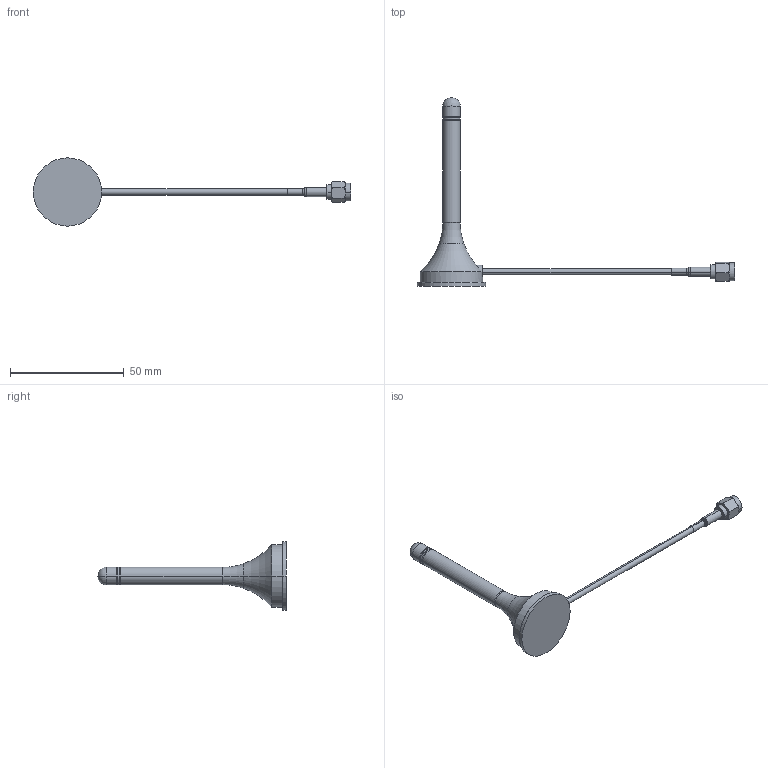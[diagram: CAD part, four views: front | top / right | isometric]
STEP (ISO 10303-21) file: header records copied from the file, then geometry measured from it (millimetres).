
FILE_DESCRIPTION (( 'STEP AP214' ), '1' );
FILE_NAME ('GA.111.101111_web.STEP', '2022-03-16T09:19:51', ( '' ), ( '' ), 'SwSTEP 2.0', 'SolidWorks 2018', '' );
FILE_SCHEMA (( 'AUTOMOTIVE_DESIGN' ));
Length unit declared in the file: millimetre
Products named in the file (1): GA.111.101111_web
Bounding box: 139.5 x 82.8 x 30 mm (x, y, z)
Surface area: 5438.8 mm2 (no closed solid volume)
Topology: 0 solids, 6 shells, 87 faces, 212 edges, 136 vertices
Faces by surface type: cylinder 39, plane 20, torus 18, cone 8, bspline 2
Entity records: 5760 total; most frequent: CARTESIAN_POINT 2820, DIRECTION 428, ORIENTED_EDGE 383, EDGE_CURVE 210, AXIS2_PLACEMENT_3D 188, VERTEX_POINT 136, CIRCLE 102, EDGE_LOOP 98
